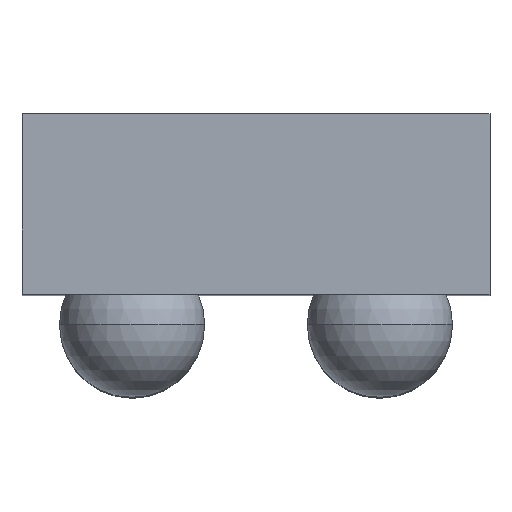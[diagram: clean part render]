
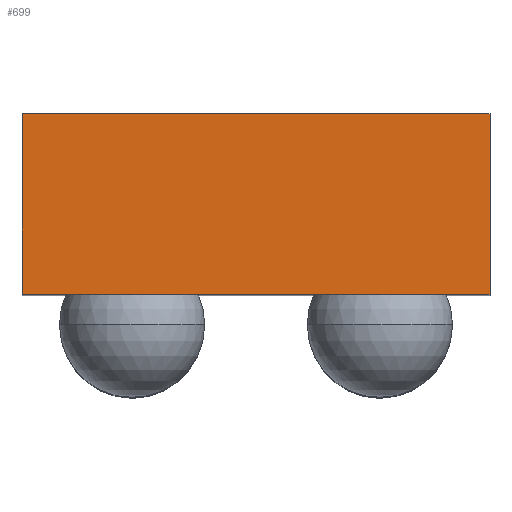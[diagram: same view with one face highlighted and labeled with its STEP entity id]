
A CAD part, top view. The second image highlights one B-rep face of the part: STEP entity #699.
In plain terms, the highlighted planar face has unit normal (0, 0, 1).
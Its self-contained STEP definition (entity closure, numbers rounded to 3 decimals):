
#57 = CARTESIAN_POINT ( 'NONE',  ( 0.33, 0.145, 0.68 ) ) ;
#111 = DIRECTION ( 'NONE',  ( 0., 1., 0. ) ) ;
#113 = EDGE_LOOP ( 'NONE', ( #150, #345, #349, #706 ) ) ;
#150 = ORIENTED_EDGE ( 'NONE', *, *, #356, .F. ) ;
#177 = PLANE ( 'NONE',  #747 ) ;
#209 = CARTESIAN_POINT ( 'NONE',  ( -0.33, 0.145, 0.681 ) ) ;
#212 = EDGE_CURVE ( 'NONE', #724, #734, #640, .T. ) ;
#230 = VECTOR ( 'NONE', #786, 1000. ) ;
#244 = CARTESIAN_POINT ( 'NONE',  ( -0.33, 0.145, 0.681 ) ) ;
#299 = CARTESIAN_POINT ( 'NONE',  ( -0.33, 0.4, 0.681 ) ) ;
#305 = DIRECTION ( 'NONE',  ( 1., 0., 0. ) ) ;
#318 = CARTESIAN_POINT ( 'NONE',  ( 0.33, 0.145, 0.68 ) ) ;
#319 = DIRECTION ( 'NONE',  ( 1., 0., 0. ) ) ;
#344 = VECTOR ( 'NONE', #305, 1000. ) ;
#345 = ORIENTED_EDGE ( 'NONE', *, *, #556, .F. ) ;
#349 = ORIENTED_EDGE ( 'NONE', *, *, #212, .T. ) ;
#356 = EDGE_CURVE ( 'NONE', #373, #611, #670, .T. ) ;
#373 = VERTEX_POINT ( 'NONE', #769 ) ;
#501 = DIRECTION ( 'NONE',  ( 1., 0., 0. ) ) ;
#556 = EDGE_CURVE ( 'NONE', #724, #373, #790, .T. ) ;
#558 = LINE ( 'NONE', #57, #230 ) ;
#586 = CARTESIAN_POINT ( 'NONE',  ( -0.33, 0.145, 0.681 ) ) ;
#587 = DIRECTION ( 'NONE',  ( 0., 0., 1. ) ) ;
#599 = VECTOR ( 'NONE', #111, 1000. ) ;
#611 = VERTEX_POINT ( 'NONE', #628 ) ;
#628 = CARTESIAN_POINT ( 'NONE',  ( 0.33, 0.4, 0.68 ) ) ;
#640 = LINE ( 'NONE', #209, #765 ) ;
#670 = LINE ( 'NONE', #299, #344 ) ;
#699 = ADVANCED_FACE ( 'NONE', ( #711 ), #177, .T. ) ;
#706 = ORIENTED_EDGE ( 'NONE', *, *, #866, .T. ) ;
#711 = FACE_OUTER_BOUND ( 'NONE', #113, .T. ) ;
#724 = VERTEX_POINT ( 'NONE', #244 ) ;
#734 = VERTEX_POINT ( 'NONE', #318 ) ;
#746 = CARTESIAN_POINT ( 'NONE',  ( -0.33, 0.145, 0.681 ) ) ;
#747 = AXIS2_PLACEMENT_3D ( 'NONE', #586, #587, #319 ) ;
#765 = VECTOR ( 'NONE', #501, 1000. ) ;
#769 = CARTESIAN_POINT ( 'NONE',  ( -0.33, 0.4, 0.681 ) ) ;
#786 = DIRECTION ( 'NONE',  ( 0., 1., 0. ) ) ;
#790 = LINE ( 'NONE', #746, #599 ) ;
#866 = EDGE_CURVE ( 'NONE', #734, #611, #558, .T. ) ;
